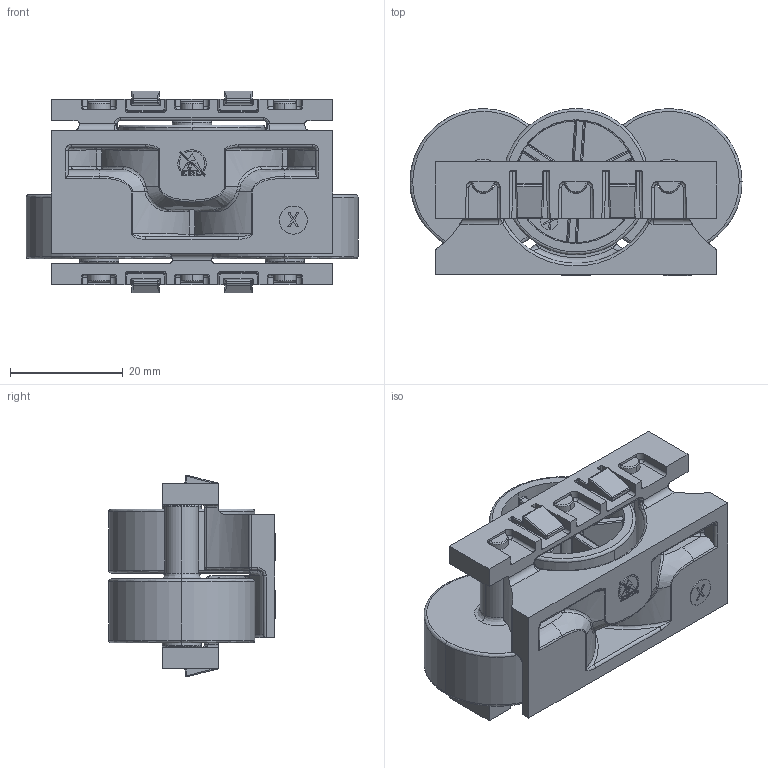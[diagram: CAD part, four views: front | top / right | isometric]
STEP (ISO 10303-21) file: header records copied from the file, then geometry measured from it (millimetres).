
FILE_DESCRIPTION (( 'STEP AP203' ), '1' );
FILE_NAME ('801100_c_1.STEP', '2023-03-16T13:36:50', ( '' ), ( '' ), 'SwSTEP 2.0', 'SolidWorks 2014', '' );
FILE_SCHEMA (( 'CONFIG_CONTROL_DESIGN' ));
Length unit declared in the file: millimetre
Products named in the file (1): 801100_c_1
Bounding box: 59 x 29.65 x 35.89 mm (x, y, z)
Volume: 18435.9 mm3; surface area: 20982.4 mm2
Topology: 7 solids, 7 shells, 1297 faces, 3315 edges, 1950 vertices
Faces by surface type: bspline 477, cylinder 424, plane 381, cone 12, torus 3
Entity records: 49330 total; most frequent: CARTESIAN_POINT 21237, ORIENTED_EDGE 6426, DIRECTION 5225, EDGE_CURVE 3213, VERTEX_POINT 1950, AXIS2_PLACEMENT_3D 1912, LINE 1401, VECTOR 1401
